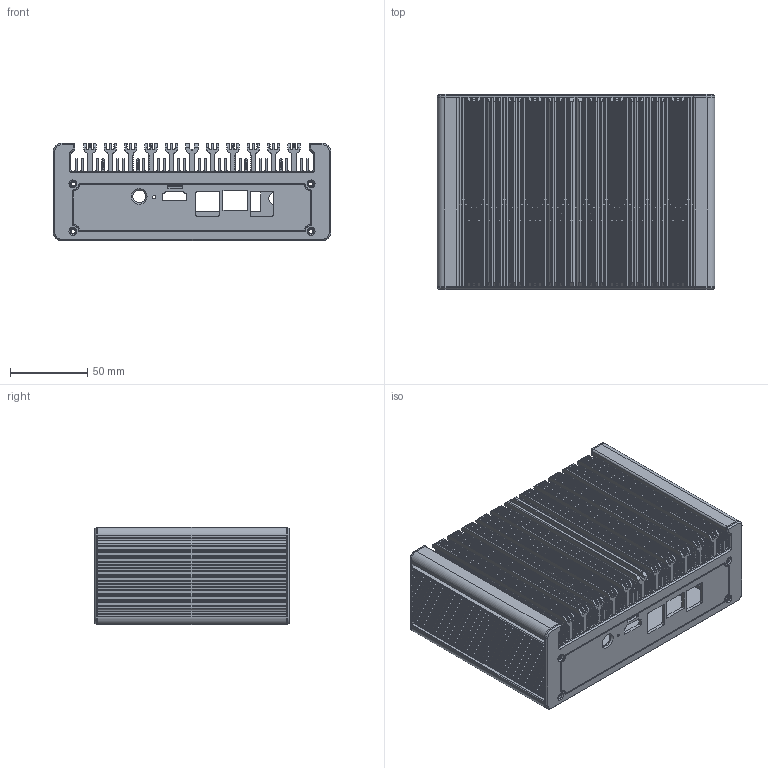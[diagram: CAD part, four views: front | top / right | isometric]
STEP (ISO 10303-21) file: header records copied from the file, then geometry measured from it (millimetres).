
FILE_DESCRIPTION(/* description */ (''),/* implementation_level */ '2;1');
FILE_NAME(/* name */ 'FW6DE v1 v1.step',/* time_stamp */ '2021-10-14T17:21:00-07:00',/* author */ (''),/* organization */ (''),/* preprocessor_version */ 'ST-DEVELOPER v18.1',/* originating_system */ 'Autodesk Translation Framework v10.10.0.1391',/* authorisation */ '');
FILE_SCHEMA (('AUTOMOTIVE_DESIGN { 1 0 10303 214 3 1 1 }'));
Length unit declared in the file: millimetre
Products named in the file (6): FW6DE v1; N13PLUS_ASM_40_ASM; 3-5-182X63MM-C-2020-10-17_22; 2020-10-16-01_C_5; 2020-10-16-02_C_29; 2020-10-16-03_C_9
Assembly tree (5 placements, depth 3):
  FW6DE v1
    N13PLUS_ASM_40_ASM
      3-5-182X63MM-C-2020-10-17_22
      2020-10-16-01_C_5
      2020-10-16-02_C_29
      2020-10-16-03_C_9
Bounding box: 180 x 126.5 x 63 mm (x, y, z)
Volume: 431694.2 mm3; surface area: 322355.9 mm2
Topology: 4 solids, 4 shells, 2832 faces, 8379 edges, 5570 vertices
Faces by surface type: cylinder 2231, plane 563, cone 38
Full cylindrical faces by diameter (mm): 2 x1, 2.5 x12, 3.5 x14, 5.3 x14, 8.2 x1, 8.5 x1, 13 x4
Entity records: 98841 total; most frequent: CARTESIAN_POINT 18792, DIRECTION 18227, ORIENTED_EDGE 16758, EDGE_CURVE 8379, AXIS2_PLACEMENT_3D 7237, VERTEX_POINT 5570, CIRCLE 3932, LINE 3753
